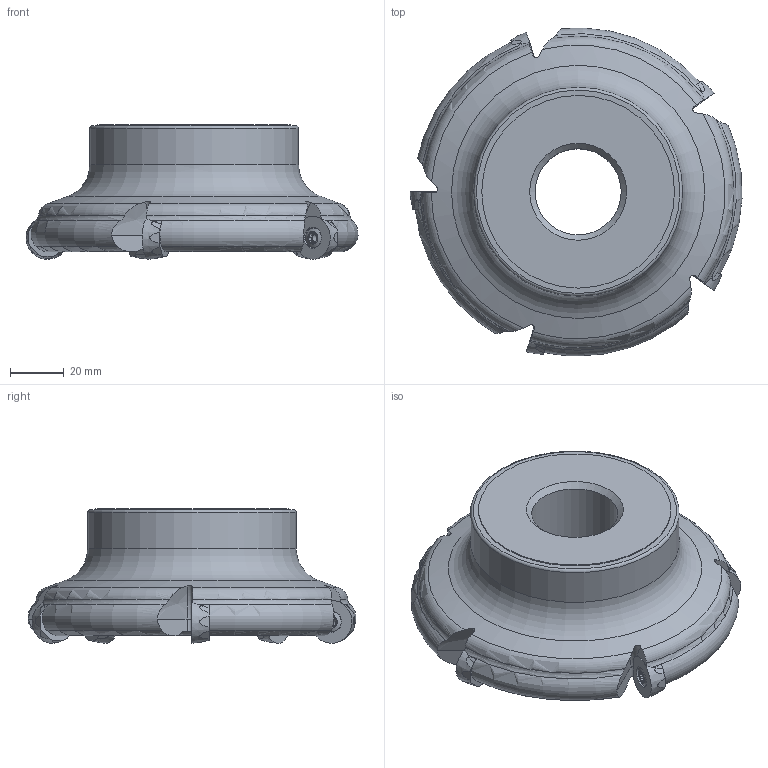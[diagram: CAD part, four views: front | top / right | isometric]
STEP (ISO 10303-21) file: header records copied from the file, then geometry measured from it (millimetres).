
FILE_DESCRIPTION(/* description */ (''),/* implementation_level */ '2;1');
FILE_NAME(/* name */ '1543224838936.stp',/* time_stamp */ '2018-11-26T15:04:21+06:00',/* author */ (''),/* organization */ ('SMS'),/* preprocessor_version */ 'ST-DEVELOPER v15',/* originating_system */ 'SIEMENS PLM Software NX 8.5',/* authorisation */ '');
FILE_SCHEMA (('AUTOMOTIVE_DESIGN { 1 0 10303 214 3 1 1 1 }'));
Length unit declared in the file: millimetre
Products named in the file (4): 201856700mod000_00; ASSEMBLY_CONSTRUCTION; 201907928mod000_00; 201907927mod000_00
Assembly tree (7 placements, depth 2):
  201907927mod000_00
    201907928mod000_00
    ASSEMBLY_CONSTRUCTION
    201856700mod000_00  x5
Bounding box: 123.39 x 121.87 x 50 mm (x, y, z)
Volume: 267006.9 mm3; surface area: 41606.9 mm2
Topology: 6 solids, 6 shells, 385 faces, 1003 edges, 657 vertices
Faces by surface type: plane 174, cone 68, extrusion 60, torus 49, cylinder 29, sphere 5
Full cylindrical faces by diameter (mm): 4.5 x5, 5.5 x5, 7.2 x5, 32.013 x1, 45 x1, 71.6 x1, 77.6 x1
Entity records: 13385 total; most frequent: CARTESIAN_POINT 5406, ORIENTED_EDGE 1602, DIRECTION 1585, EDGE_CURVE 801, AXIS2_PLACEMENT_3D 656, VERTEX_POINT 538, EDGE_LOOP 390, ADVANCED_FACE 329
